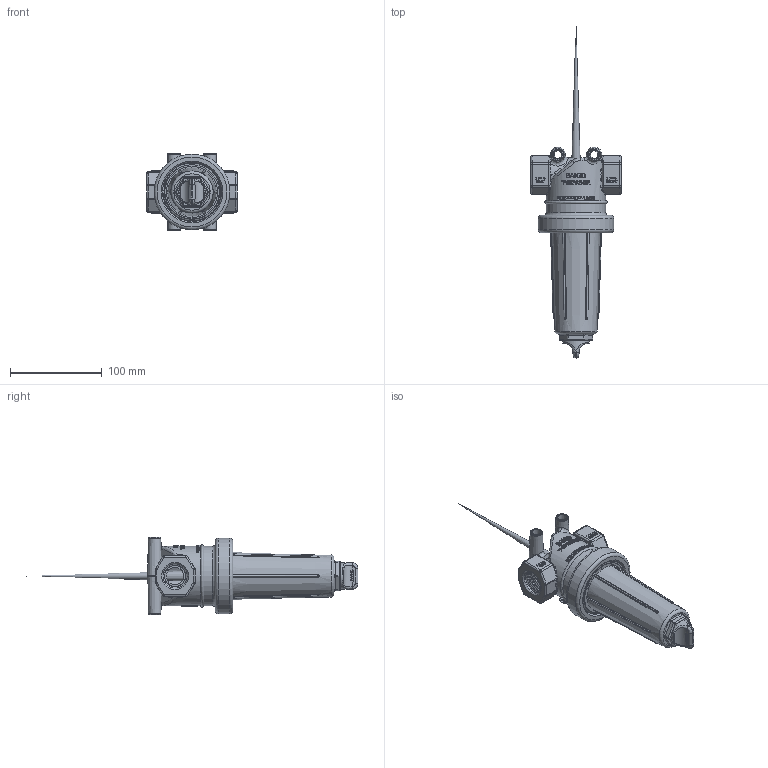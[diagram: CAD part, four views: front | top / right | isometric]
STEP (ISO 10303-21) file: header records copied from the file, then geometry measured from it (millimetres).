
FILE_DESCRIPTION(/* description */ ('3/4" T-STRAINER, 50 MESH'),/* implementation_level */ '2;1');
FILE_NAME(/* name */ 'LST075-50.stp',/* time_stamp */ '2018-09-28T08:16:07-04:00',/* author */ ('MJC'),/* organization */ (''),/* preprocessor_version */ 'ST-DEVELOPER v17',/* originating_system */ 'Autodesk Inventor 2018',/* authorisation */ '');
FILE_SCHEMA (('AUTOMOTIVE_DESIGN { 1 0 10303 214 3 1 1 }'));
Products named in the file (10): LST075-50; CE050D; LST075-H; LST100-B; LST100-XB; 12777; UV15163; LST100-G; LST1300D; LST150
Assembly tree (9 placements, depth 3):
  LST075-50
    CE050D
    LST075-H
    LST100-B
      LST100-XB
      12777
      UV15163
    LST100-G
    LST1300D
    LST150
Bounding box: 98.3 x 361.94 x 84.14 mm (x, y, z)
Volume: 324708.3 mm3; surface area: 197942.2 mm2
Topology: 9 solids, 9 shells, 2844 faces, 7618 edges, 4996 vertices
Faces by surface type: plane 1569, bspline 899, cylinder 258, cone 64, torus 41, sphere 13
Full cylindrical faces by diameter (mm): 12.7 x2, 19.05 x2, 24.892 x1, 25.527 x1, 28.702 x2, 31.75 x1, 34.671 x1, 34.798 x2, 35.052 x2, 37.846 x1, 51.054 x1, 53.34 x1, 53.848 x1, 55.744 x2, 59.436 x2, 60.847 x3, 63.5 x3, 64.135 x4, 64.77 x2, 82.55 x1
Entity records: 148126 total; most frequent: CARTESIAN_POINT 81441, ORIENTED_EDGE 15198, DIRECTION 10472, EDGE_CURVE 7599, VERTEX_POINT 4992, LINE 4592, VECTOR 4592, EDGE_LOOP 3081
